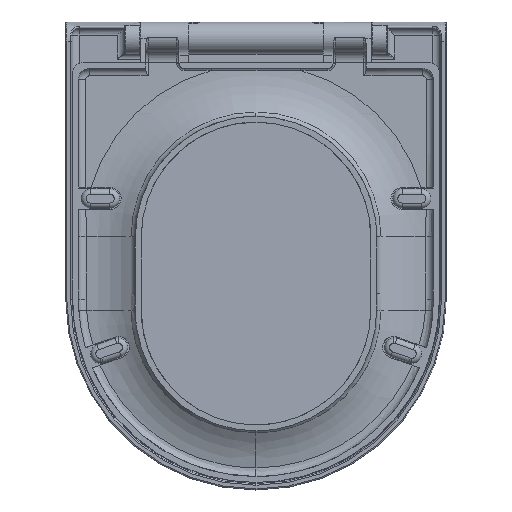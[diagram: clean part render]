
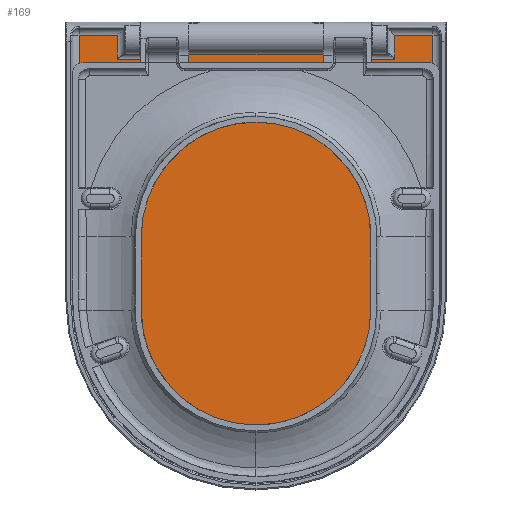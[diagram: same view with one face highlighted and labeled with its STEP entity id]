
A CAD part, front view. The second image highlights one B-rep face of the part: STEP entity #169.
In plain terms, the highlighted face is planar.
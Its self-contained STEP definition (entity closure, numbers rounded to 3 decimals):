
#57 = CARTESIAN_POINT ( 'NONE',  ( 135., 36.5, -331.237 ) ) ;
#100 = VERTEX_POINT ( 'NONE', #10630 ) ;
#113 = EDGE_CURVE ( 'NONE', #6326, #5098, #3365, .T. ) ;
#123 = CARTESIAN_POINT ( 'NONE',  ( 0., 36.5, -261. ) ) ;
#169 = ADVANCED_FACE ( 'NONE', ( #7311, #10969, #10075 ), #2809, .T. ) ;
#344 = CARTESIAN_POINT ( 'NONE',  ( 130.5, 36.5, -35. ) ) ;
#395 = LINE ( 'NONE', #4274, #2357 ) ;
#499 = DIRECTION ( 'NONE',  ( 0., 0., 1. ) ) ;
#527 = DIRECTION ( 'NONE',  ( 0., 0., -1. ) ) ;
#596 = ORIENTED_EDGE ( 'NONE', *, *, #8554, .T. ) ;
#598 = EDGE_CURVE ( 'NONE', #5098, #3536, #5614, .T. ) ;
#654 = CARTESIAN_POINT ( 'NONE',  ( -130.5, 36.5, -35. ) ) ;
#963 = CARTESIAN_POINT ( 'NONE',  ( 130.5, 36.5, -12.5 ) ) ;
#1009 = DIRECTION ( 'NONE',  ( 0., -1., 0. ) ) ;
#1092 = VECTOR ( 'NONE', #5318, 1000. ) ;
#1094 = CARTESIAN_POINT ( 'NONE',  ( 166.5, 36.5, -261. ) ) ;
#1315 = DIRECTION ( 'NONE',  ( -1., 0., 0. ) ) ;
#1395 = VECTOR ( 'NONE', #2189, 1000. ) ;
#1433 = CARTESIAN_POINT ( 'NONE',  ( -166.5, 36.5, -261. ) ) ;
#1463 = EDGE_CURVE ( 'NONE', #4684, #100, #11038, .T. ) ;
#1604 = ORIENTED_EDGE ( 'NONE', *, *, #4427, .T. ) ;
#1930 = VERTEX_POINT ( 'NONE', #3428 ) ;
#1967 = DIRECTION ( 'NONE',  ( -1., 0., 0. ) ) ;
#1999 = EDGE_CURVE ( 'NONE', #9197, #6018, #10149, .T. ) ;
#2082 = VERTEX_POINT ( 'NONE', #5259 ) ;
#2131 = VERTEX_POINT ( 'NONE', #654 ) ;
#2189 = DIRECTION ( 'NONE',  ( 0., 0., -1. ) ) ;
#2201 = CARTESIAN_POINT ( 'NONE',  ( -135., 36.5, -331.237 ) ) ;
#2243 = EDGE_CURVE ( 'NONE', #2545, #6326, #5500, .T. ) ;
#2245 = ORIENTED_EDGE ( 'NONE', *, *, #6474, .T. ) ;
#2258 = CARTESIAN_POINT ( 'NONE',  ( 130.5, 36.5, -261. ) ) ;
#2301 = ORIENTED_EDGE ( 'NONE', *, *, #3922, .T. ) ;
#2321 = LINE ( 'NONE', #1433, #3674 ) ;
#2357 = VECTOR ( 'NONE', #6080, 1000. ) ;
#2538 = CARTESIAN_POINT ( 'NONE',  ( 0., 36.5, -261. ) ) ;
#2543 = VECTOR ( 'NONE', #8451, 1000. ) ;
#2545 = VERTEX_POINT ( 'NONE', #344 ) ;
#2751 = CIRCLE ( 'NONE', #4681, 166.5 ) ;
#2809 = PLANE ( 'NONE',  #3959 ) ;
#2869 = DIRECTION ( 'NONE',  ( 0., 1., 0. ) ) ;
#3019 = VERTEX_POINT ( 'NONE', #963 ) ;
#3041 = ORIENTED_EDGE ( 'NONE', *, *, #5150, .T. ) ;
#3365 = LINE ( 'NONE', #3587, #10859 ) ;
#3371 = VECTOR ( 'NONE', #9193, 1000. ) ;
#3428 = CARTESIAN_POINT ( 'NONE',  ( -106.5, 36.5, -35. ) ) ;
#3521 = EDGE_CURVE ( 'NONE', #100, #9197, #2751, .T. ) ;
#3536 = VERTEX_POINT ( 'NONE', #5238 ) ;
#3587 = CARTESIAN_POINT ( 'NONE',  ( 106.5, 36.5, -261. ) ) ;
#3674 = VECTOR ( 'NONE', #8632, 1000. ) ;
#3844 = LINE ( 'NONE', #6671, #11039 ) ;
#3878 = EDGE_CURVE ( 'NONE', #6018, #3019, #9741, .T. ) ;
#3922 = EDGE_CURVE ( 'NONE', #1930, #2131, #8421, .T. ) ;
#3955 = DIRECTION ( 'NONE',  ( 0., 0., -1. ) ) ;
#3959 = AXIS2_PLACEMENT_3D ( 'NONE', #123, #1009, #6469 ) ;
#4098 = DIRECTION ( 'NONE',  ( -1., 0., 0. ) ) ;
#4225 = CARTESIAN_POINT ( 'NONE',  ( 0., 36.5, -261. ) ) ;
#4274 = CARTESIAN_POINT ( 'NONE',  ( 0., 36.5, -12.5 ) ) ;
#4276 = CARTESIAN_POINT ( 'NONE',  ( -135., 36.5, -302.237 ) ) ;
#4307 = CIRCLE ( 'NONE', #6422, 14.5 ) ;
#4381 = CARTESIAN_POINT ( 'NONE',  ( 166.5, 36.5, -12.5 ) ) ;
#4427 = EDGE_CURVE ( 'NONE', #3019, #2545, #10489, .T. ) ;
#4681 = AXIS2_PLACEMENT_3D ( 'NONE', #2538, #9636, #527 ) ;
#4684 = VERTEX_POINT ( 'NONE', #11126 ) ;
#4720 = LINE ( 'NONE', #5602, #1395 ) ;
#4801 = EDGE_CURVE ( 'NONE', #11049, #10670, #5814, .T. ) ;
#5079 = DIRECTION ( 'NONE',  ( 0., 1., 0. ) ) ;
#5098 = VERTEX_POINT ( 'NONE', #10268 ) ;
#5150 = EDGE_CURVE ( 'NONE', #9690, #8013, #6968, .T. ) ;
#5185 = ORIENTED_EDGE ( 'NONE', *, *, #113, .T. ) ;
#5189 = DIRECTION ( 'NONE',  ( 0., 0., -1. ) ) ;
#5238 = CARTESIAN_POINT ( 'NONE',  ( -106.5, 36.5, -1.031 ) ) ;
#5259 = CARTESIAN_POINT ( 'NONE',  ( -166.5, 36.5, -12.5 ) ) ;
#5318 = DIRECTION ( 'NONE',  ( -1., 0., 0. ) ) ;
#5500 = LINE ( 'NONE', #7253, #1092 ) ;
#5602 = CARTESIAN_POINT ( 'NONE',  ( -106.5, 36.5, -261. ) ) ;
#5614 = LINE ( 'NONE', #5685, #8738 ) ;
#5685 = CARTESIAN_POINT ( 'NONE',  ( 0., 36.5, -1.031 ) ) ;
#5786 = DIRECTION ( 'NONE',  ( 0., -1., 0. ) ) ;
#5814 = CIRCLE ( 'NONE', #9659, 14.5 ) ;
#6018 = VERTEX_POINT ( 'NONE', #4381 ) ;
#6020 = VERTEX_POINT ( 'NONE', #8048 ) ;
#6080 = DIRECTION ( 'NONE',  ( -1., 0., 0. ) ) ;
#6173 = ORIENTED_EDGE ( 'NONE', *, *, #3521, .T. ) ;
#6191 = VECTOR ( 'NONE', #1315, 1000. ) ;
#6278 = EDGE_LOOP ( 'NONE', ( #10529, #10826 ) ) ;
#6326 = VERTEX_POINT ( 'NONE', #11515 ) ;
#6422 = AXIS2_PLACEMENT_3D ( 'NONE', #7443, #2869, #6533 ) ;
#6434 = CARTESIAN_POINT ( 'NONE',  ( 166.5, 36.5, -261. ) ) ;
#6469 = DIRECTION ( 'NONE',  ( 0., 0., -1. ) ) ;
#6474 = EDGE_CURVE ( 'NONE', #8013, #9690, #4307, .T. ) ;
#6533 = DIRECTION ( 'NONE',  ( 0., 0., -1. ) ) ;
#6638 = ORIENTED_EDGE ( 'NONE', *, *, #9491, .T. ) ;
#6671 = CARTESIAN_POINT ( 'NONE',  ( -130.5, 36.5, -261. ) ) ;
#6822 = DIRECTION ( 'NONE',  ( 0., 0., -1. ) ) ;
#6968 = CIRCLE ( 'NONE', #10420, 14.5 ) ;
#7026 = EDGE_CURVE ( 'NONE', #2131, #6020, #3844, .T. ) ;
#7111 = ORIENTED_EDGE ( 'NONE', *, *, #7026, .T. ) ;
#7253 = CARTESIAN_POINT ( 'NONE',  ( 0., 36.5, -35. ) ) ;
#7311 = FACE_OUTER_BOUND ( 'NONE', #7571, .T. ) ;
#7443 = CARTESIAN_POINT ( 'NONE',  ( -135., 36.5, -316.737 ) ) ;
#7547 = VECTOR ( 'NONE', #4098, 1000. ) ;
#7571 = EDGE_LOOP ( 'NONE', ( #5185, #8525, #6638, #2301, #7111, #596, #7775, #10896, #6173, #10404, #7619, #1604, #9036 ) ) ;
#7594 = CARTESIAN_POINT ( 'NONE',  ( 135., 36.5, -302.237 ) ) ;
#7619 = ORIENTED_EDGE ( 'NONE', *, *, #3878, .T. ) ;
#7775 = ORIENTED_EDGE ( 'NONE', *, *, #10786, .T. ) ;
#8013 = VERTEX_POINT ( 'NONE', #2201 ) ;
#8031 = CARTESIAN_POINT ( 'NONE',  ( 135., 36.5, -316.737 ) ) ;
#8048 = CARTESIAN_POINT ( 'NONE',  ( -130.5, 36.5, -12.5 ) ) ;
#8421 = LINE ( 'NONE', #8635, #6191 ) ;
#8451 = DIRECTION ( 'NONE',  ( 0., 0., -1. ) ) ;
#8525 = ORIENTED_EDGE ( 'NONE', *, *, #598, .T. ) ;
#8554 = EDGE_CURVE ( 'NONE', #6020, #2082, #395, .T. ) ;
#8632 = DIRECTION ( 'NONE',  ( 0., 0., -1. ) ) ;
#8635 = CARTESIAN_POINT ( 'NONE',  ( 0., 36.5, -35. ) ) ;
#8738 = VECTOR ( 'NONE', #1967, 1000. ) ;
#9036 = ORIENTED_EDGE ( 'NONE', *, *, #2243, .T. ) ;
#9193 = DIRECTION ( 'NONE',  ( 0., 0., 1. ) ) ;
#9197 = VERTEX_POINT ( 'NONE', #1094 ) ;
#9491 = EDGE_CURVE ( 'NONE', #3536, #1930, #4720, .T. ) ;
#9566 = CARTESIAN_POINT ( 'NONE',  ( 0., 36.5, -12.5 ) ) ;
#9591 = CARTESIAN_POINT ( 'NONE',  ( 135., 36.5, -316.737 ) ) ;
#9636 = DIRECTION ( 'NONE',  ( 0., -1., 0. ) ) ;
#9659 = AXIS2_PLACEMENT_3D ( 'NONE', #8031, #11568, #5189 ) ;
#9690 = VERTEX_POINT ( 'NONE', #4276 ) ;
#9741 = LINE ( 'NONE', #9566, #7547 ) ;
#9771 = CARTESIAN_POINT ( 'NONE',  ( -135., 36.5, -316.737 ) ) ;
#9808 = CIRCLE ( 'NONE', #10382, 14.5 ) ;
#10075 = FACE_BOUND ( 'NONE', #6278, .T. ) ;
#10149 = LINE ( 'NONE', #6434, #3371 ) ;
#10268 = CARTESIAN_POINT ( 'NONE',  ( 106.5, 36.5, -1.031 ) ) ;
#10382 = AXIS2_PLACEMENT_3D ( 'NONE', #9591, #5079, #3955 ) ;
#10404 = ORIENTED_EDGE ( 'NONE', *, *, #1999, .T. ) ;
#10420 = AXIS2_PLACEMENT_3D ( 'NONE', #9771, #11513, #10619 ) ;
#10489 = LINE ( 'NONE', #2258, #2543 ) ;
#10529 = ORIENTED_EDGE ( 'NONE', *, *, #10767, .T. ) ;
#10565 = EDGE_LOOP ( 'NONE', ( #2245, #3041 ) ) ;
#10619 = DIRECTION ( 'NONE',  ( 0., 0., -1. ) ) ;
#10630 = CARTESIAN_POINT ( 'NONE',  ( 0., 36.5, -427.5 ) ) ;
#10659 = AXIS2_PLACEMENT_3D ( 'NONE', #4225, #5786, #6822 ) ;
#10670 = VERTEX_POINT ( 'NONE', #57 ) ;
#10767 = EDGE_CURVE ( 'NONE', #10670, #11049, #9808, .T. ) ;
#10786 = EDGE_CURVE ( 'NONE', #2082, #4684, #2321, .T. ) ;
#10826 = ORIENTED_EDGE ( 'NONE', *, *, #4801, .T. ) ;
#10859 = VECTOR ( 'NONE', #499, 1000. ) ;
#10896 = ORIENTED_EDGE ( 'NONE', *, *, #1463, .T. ) ;
#10969 = FACE_BOUND ( 'NONE', #10565, .T. ) ;
#11038 = CIRCLE ( 'NONE', #10659, 166.5 ) ;
#11039 = VECTOR ( 'NONE', #11232, 1000. ) ;
#11049 = VERTEX_POINT ( 'NONE', #7594 ) ;
#11126 = CARTESIAN_POINT ( 'NONE',  ( -166.5, 36.5, -261. ) ) ;
#11232 = DIRECTION ( 'NONE',  ( 0., 0., 1. ) ) ;
#11513 = DIRECTION ( 'NONE',  ( 0., 1., 0. ) ) ;
#11515 = CARTESIAN_POINT ( 'NONE',  ( 106.5, 36.5, -35. ) ) ;
#11568 = DIRECTION ( 'NONE',  ( 0., 1., 0. ) ) ;
